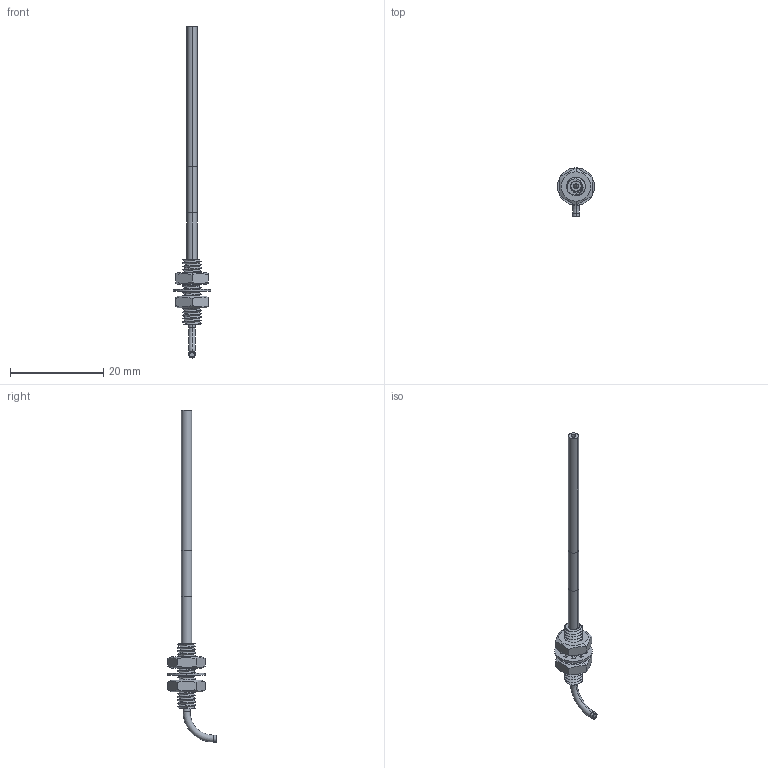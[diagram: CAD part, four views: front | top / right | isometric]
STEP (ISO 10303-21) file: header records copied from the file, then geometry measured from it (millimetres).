
FILE_DESCRIPTION((''),'2;1');
FILE_NAME('191549_ASM','2016-02-16T',('pdmadmin'),(''),'PRO/ENGINEER BY PARAMETRIC TECHNOLOGY CORPORATION, 2013230','PRO/ENGINEER BY PARAMETRIC TECHNOLOGY CORPORATION, 2013230','');
FILE_SCHEMA(('CONFIG_CONTROL_DESIGN'));
Products named in the file (9): 51008_AF0; 40845_AF0; 40844_AF0; 40844_AF1; 28340_AF0; FIBER_CORE_1MM_AF0; 10140_AF0; 56126_ASM; 191549_ASM
Assembly tree (8 placements, depth 3):
  191549_ASM
    56126_ASM
      51008_AF0
      40845_AF0
      40844_AF0
      40844_AF1
      28340_AF0
      FIBER_CORE_1MM_AF0
      10140_AF0
Bounding box: 8 x 10.4 x 71.07 mm (x, y, z)
Volume: 440.3 mm3; surface area: 1740.9 mm2
Topology: 7 solids, 10 shells, 173 faces, 440 edges, 281 vertices
Faces by surface type: cylinder 95, plane 46, bspline 16, cone 12, torus 4
Entity records: 10582 total; most frequent: CARTESIAN_POINT 6327, ORIENTED_EDGE 868, DIRECTION 814, EDGE_CURVE 440, AXIS2_PLACEMENT_3D 313, VERTEX_POINT 281, VECTOR 188, LINE 188
